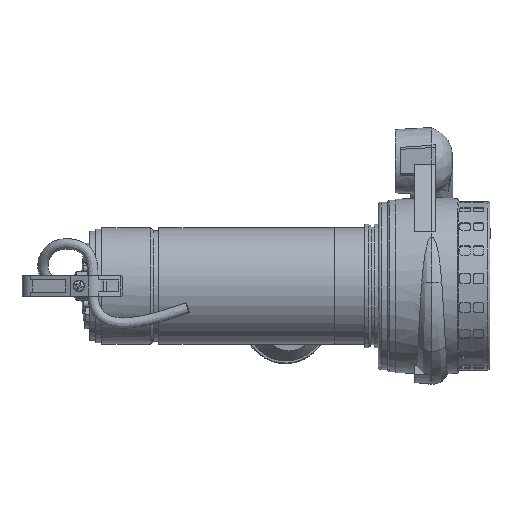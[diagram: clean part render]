
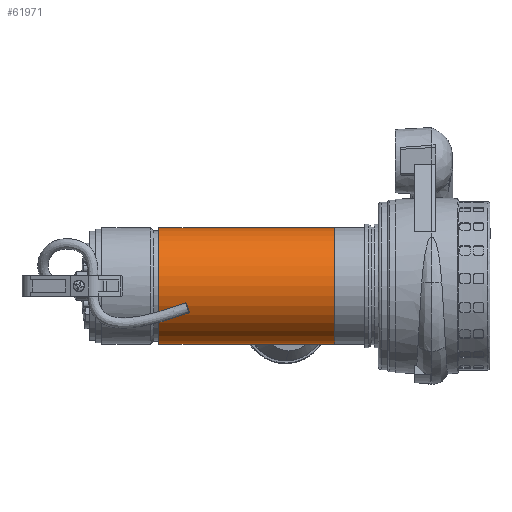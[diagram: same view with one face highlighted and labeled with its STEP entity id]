
A CAD part, left-side view. The second image highlights one B-rep face of the part: STEP entity #61971.
In plain terms, the highlighted cylindrical face has radius 56 mm (diameter 112 mm), a partial arc.
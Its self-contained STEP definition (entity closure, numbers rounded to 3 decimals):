
#1421 = DIRECTION ( 'NONE',  ( -1., 0., 0. ) ) ;
#1715 = CYLINDRICAL_SURFACE ( 'NONE', #9037, 56. ) ;
#3467 = EDGE_CURVE ( 'NONE', #33737, #33249, #16440, .T. ) ;
#4441 = DIRECTION ( 'NONE',  ( -1., 0., 0. ) ) ;
#4976 = ORIENTED_EDGE ( 'NONE', *, *, #21673, .F. ) ;
#6449 = ORIENTED_EDGE ( 'NONE', *, *, #55086, .T. ) ;
#8626 = LINE ( 'NONE', #24917, #29000 ) ;
#9037 = AXIS2_PLACEMENT_3D ( 'NONE', #44098, #64129, #33236 ) ;
#11927 = EDGE_CURVE ( 'NONE', #33249, #28895, #46443, .T. ) ;
#14156 = VERTEX_POINT ( 'NONE', #64242 ) ;
#16100 = CARTESIAN_POINT ( 'NONE',  ( -56., 0., 312.501 ) ) ;
#16440 = LINE ( 'NONE', #16100, #38085 ) ;
#17689 = EDGE_LOOP ( 'NONE', ( #4976, #6449, #33042, #64374 ) ) ;
#18547 = CARTESIAN_POINT ( 'NONE',  ( 56., 0., 143.501 ) ) ;
#21673 = EDGE_CURVE ( 'NONE', #14156, #28895, #8626, .T. ) ;
#24917 = CARTESIAN_POINT ( 'NONE',  ( 56., 0., 312.501 ) ) ;
#26530 = CARTESIAN_POINT ( 'NONE',  ( 0., 0., 143.501 ) ) ;
#27525 = DIRECTION ( 'NONE',  ( 0., 0., 1. ) ) ;
#28895 = VERTEX_POINT ( 'NONE', #18547 ) ;
#29000 = VECTOR ( 'NONE', #66300, 1000. ) ;
#30449 = CIRCLE ( 'NONE', #62971, 56. ) ;
#33042 = ORIENTED_EDGE ( 'NONE', *, *, #3467, .T. ) ;
#33236 = DIRECTION ( 'NONE',  ( -1., 0., 0. ) ) ;
#33249 = VERTEX_POINT ( 'NONE', #39788 ) ;
#33737 = VERTEX_POINT ( 'NONE', #48608 ) ;
#37433 = DIRECTION ( 'NONE',  ( 0., 0., -1. ) ) ;
#38085 = VECTOR ( 'NONE', #37433, 1000. ) ;
#39788 = CARTESIAN_POINT ( 'NONE',  ( -56., 0., 143.501 ) ) ;
#44098 = CARTESIAN_POINT ( 'NONE',  ( 0., 0., 312.501 ) ) ;
#44822 = DIRECTION ( 'NONE',  ( 0., 0., -1. ) ) ;
#46443 = CIRCLE ( 'NONE', #67015, 56. ) ;
#48608 = CARTESIAN_POINT ( 'NONE',  ( -56., 0., 312.501 ) ) ;
#54617 = FACE_OUTER_BOUND ( 'NONE', #17689, .T. ) ;
#55086 = EDGE_CURVE ( 'NONE', #14156, #33737, #30449, .T. ) ;
#60774 = CARTESIAN_POINT ( 'NONE',  ( 0., 0., 312.501 ) ) ;
#61971 = ADVANCED_FACE ( 'NONE', ( #54617 ), #1715, .T. ) ;
#62971 = AXIS2_PLACEMENT_3D ( 'NONE', #60774, #44822, #4441 ) ;
#64129 = DIRECTION ( 'NONE',  ( 0., 0., -1. ) ) ;
#64242 = CARTESIAN_POINT ( 'NONE',  ( 56., 0., 312.501 ) ) ;
#64374 = ORIENTED_EDGE ( 'NONE', *, *, #11927, .T. ) ;
#66300 = DIRECTION ( 'NONE',  ( 0., 0., -1. ) ) ;
#67015 = AXIS2_PLACEMENT_3D ( 'NONE', #26530, #27525, #1421 ) ;
